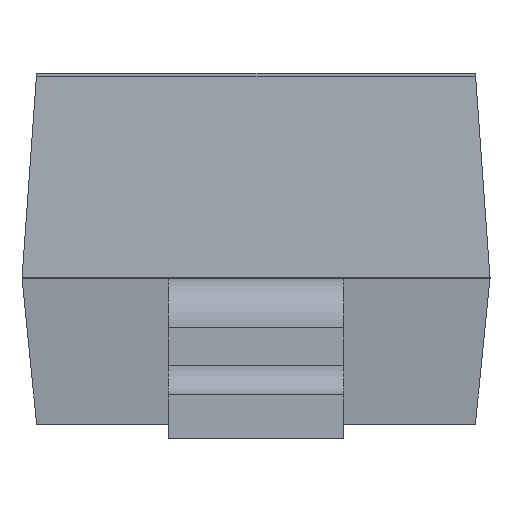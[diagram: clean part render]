
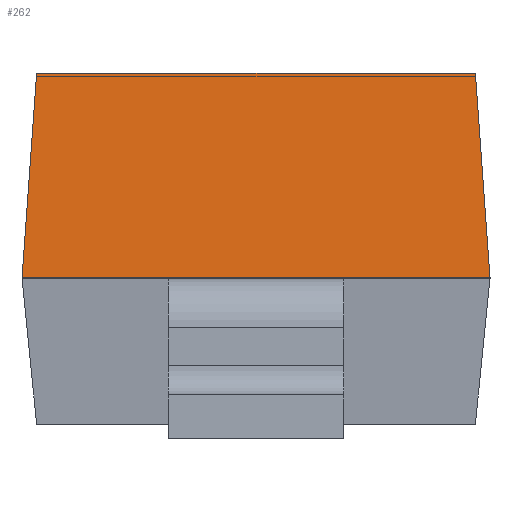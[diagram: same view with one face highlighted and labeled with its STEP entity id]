
A CAD part, left-side view. The second image highlights one B-rep face of the part: STEP entity #262.
In plain terms, the highlighted planar face has unit normal (-0.998, 0, 0.071).
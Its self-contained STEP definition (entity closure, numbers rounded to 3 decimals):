
#171 = VERTEX_POINT('',#172);
#172 = CARTESIAN_POINT('',(-1.35,-0.8,0.55));
#178 = EDGE_CURVE('',#171,#179,#181,.T.);
#179 = VERTEX_POINT('',#180);
#180 = CARTESIAN_POINT('',(-1.35,0.8,0.55));
#181 = LINE('',#182,#183);
#182 = CARTESIAN_POINT('',(-1.35,-0.8,0.55));
#183 = VECTOR('',#184,1.);
#184 = DIRECTION('',(0.,1.,0.));
#262 = ADVANCED_FACE('',(#263),#288,.T.);
#263 = FACE_BOUND('',#264,.F.);
#264 = EDGE_LOOP('',(#265,#273,#274,#282));
#265 = ORIENTED_EDGE('',*,*,#266,.F.);
#266 = EDGE_CURVE('',#171,#267,#269,.T.);
#267 = VERTEX_POINT('',#268);
#268 = CARTESIAN_POINT('',(-1.3,-0.75,1.25));
#269 = LINE('',#270,#271);
#270 = CARTESIAN_POINT('',(-1.318,-0.768,
    0.994));
#271 = VECTOR('',#272,1.);
#272 = DIRECTION('',(0.071,0.071,
    0.995));
#273 = ORIENTED_EDGE('',*,*,#178,.T.);
#274 = ORIENTED_EDGE('',*,*,#275,.T.);
#275 = EDGE_CURVE('',#179,#276,#278,.T.);
#276 = VERTEX_POINT('',#277);
#277 = CARTESIAN_POINT('',(-1.3,0.75,1.25));
#278 = LINE('',#279,#280);
#279 = CARTESIAN_POINT('',(-1.321,0.771,0.955
    ));
#280 = VECTOR('',#281,1.);
#281 = DIRECTION('',(0.071,-0.071,
    0.995));
#282 = ORIENTED_EDGE('',*,*,#283,.F.);
#283 = EDGE_CURVE('',#267,#276,#284,.T.);
#284 = LINE('',#285,#286);
#285 = CARTESIAN_POINT('',(-1.3,-0.8,1.25));
#286 = VECTOR('',#287,1.);
#287 = DIRECTION('',(0.,1.,0.));
#288 = PLANE('',#289);
#289 = AXIS2_PLACEMENT_3D('',#290,#291,#292);
#290 = CARTESIAN_POINT('',(-1.325,-0.8,0.9));
#291 = DIRECTION('',(-0.997,0.,
    0.071));
#292 = DIRECTION('',(0.,-1.,0.));
